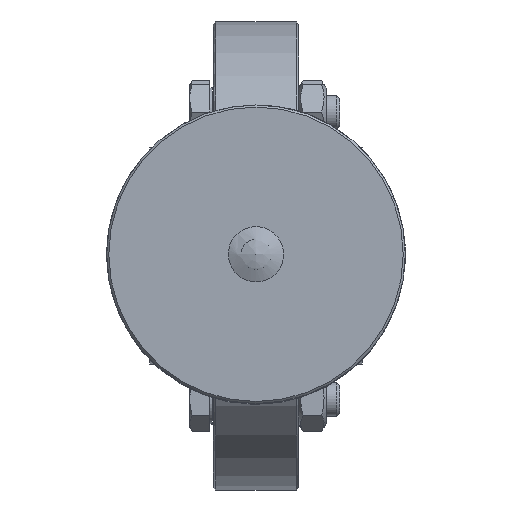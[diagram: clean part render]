
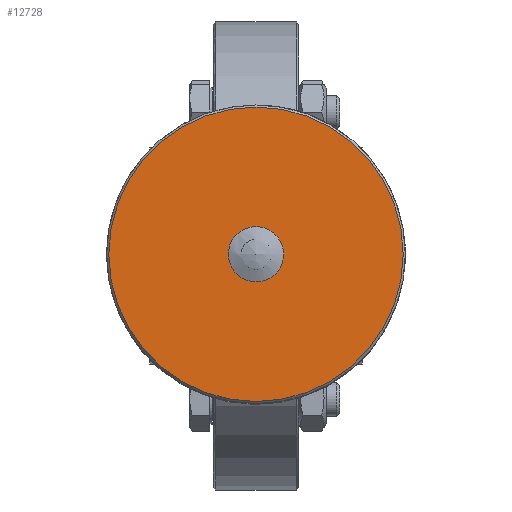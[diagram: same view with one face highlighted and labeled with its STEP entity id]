
A CAD part, top view. The second image highlights one B-rep face of the part: STEP entity #12728.
In plain terms, the highlighted planar face has unit normal (0, 0, 1).
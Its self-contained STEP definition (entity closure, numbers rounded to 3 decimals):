
#913=FACE_BOUND('',#3049,.T.);
#1550=CIRCLE('',#14078,6.5);
#1551=CIRCLE('',#14079,6.5);
#1566=CIRCLE('',#14102,34.6);
#1567=CIRCLE('',#14103,34.6);
#2276=FACE_OUTER_BOUND('',#3048,.T.);
#3048=EDGE_LOOP('',(#10710,#10711));
#3049=EDGE_LOOP('',(#10712,#10713));
#5536=VERTEX_POINT('',#23942);
#5537=VERTEX_POINT('',#23944);
#5556=VERTEX_POINT('',#23995);
#5557=VERTEX_POINT('',#23996);
#7282=EDGE_CURVE('',#5537,#5536,#1550,.T.);
#7283=EDGE_CURVE('',#5536,#5537,#1551,.T.);
#7306=EDGE_CURVE('',#5556,#5557,#1566,.T.);
#7307=EDGE_CURVE('',#5557,#5556,#1567,.T.);
#10710=ORIENTED_EDGE('',*,*,#7306,.T.);
#10711=ORIENTED_EDGE('',*,*,#7307,.T.);
#10712=ORIENTED_EDGE('',*,*,#7282,.T.);
#10713=ORIENTED_EDGE('',*,*,#7283,.T.);
#11343=PLANE('',#14107);
#12728=ADVANCED_FACE('',(#2276,#913),#11343,.T.);
#14078=AXIS2_PLACEMENT_3D('',#23945,#17367,#17368);
#14079=AXIS2_PLACEMENT_3D('',#23946,#17369,#17370);
#14102=AXIS2_PLACEMENT_3D('',#23997,#17423,#17424);
#14103=AXIS2_PLACEMENT_3D('',#23998,#17425,#17426);
#14107=AXIS2_PLACEMENT_3D('',#24006,#17434,#17435);
#17367=DIRECTION('center_axis',(0.,0.,
-1.));
#17368=DIRECTION('ref_axis',(1.,0.,0.));
#17369=DIRECTION('center_axis',(0.,0.,
-1.));
#17370=DIRECTION('ref_axis',(1.,0.,0.));
#17423=DIRECTION('center_axis',(0.,0.,
1.));
#17424=DIRECTION('ref_axis',(1.,0.,0.));
#17425=DIRECTION('center_axis',(0.,0.,
1.));
#17426=DIRECTION('ref_axis',(1.,0.,0.));
#17434=DIRECTION('center_axis',(0.,0.,
1.));
#17435=DIRECTION('ref_axis',(1.,0.,0.));
#23942=CARTESIAN_POINT('',(-6.5,-0.037,232.));
#23944=CARTESIAN_POINT('',(0.037,-6.5,232.));
#23945=CARTESIAN_POINT('Origin',(0.,0.,
232.));
#23946=CARTESIAN_POINT('Origin',(0.,0.,
232.));
#23995=CARTESIAN_POINT('',(34.6,0.,232.));
#23996=CARTESIAN_POINT('',(-34.6,0.,232.));
#23997=CARTESIAN_POINT('Origin',(0.,0.,
232.));
#23998=CARTESIAN_POINT('Origin',(0.,0.,
232.));
#24006=CARTESIAN_POINT('Origin',(0.,-17.55,
232.));
